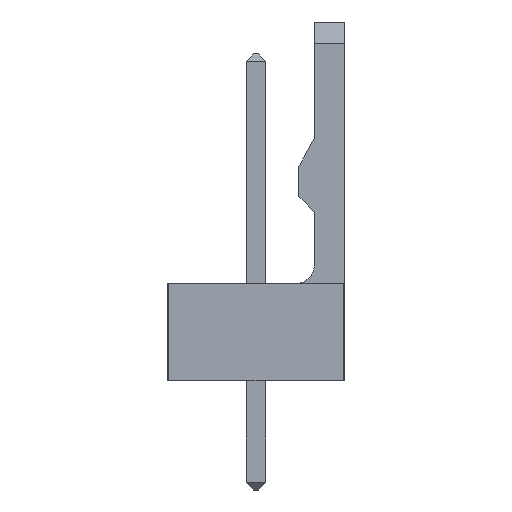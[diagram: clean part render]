
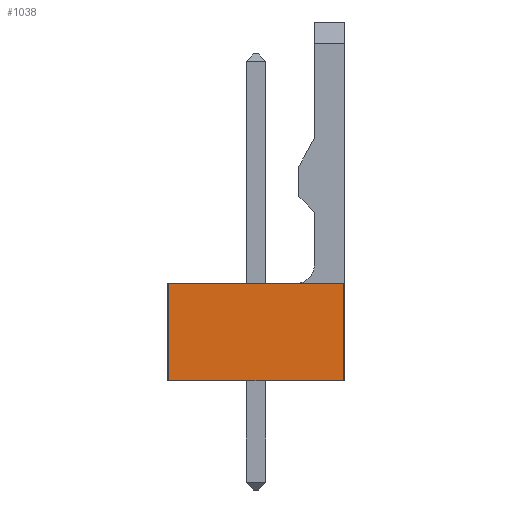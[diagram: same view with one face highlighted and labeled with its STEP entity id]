
A CAD part, left-side view. The second image highlights one B-rep face of the part: STEP entity #1038.
In plain terms, the highlighted planar face has unit normal (-1, 0, 0).
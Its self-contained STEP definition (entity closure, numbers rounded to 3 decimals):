
#43 = VERTEX_POINT('',#44);
#44 = CARTESIAN_POINT('',(-1.27,-2.85,0.));
#51 = EDGE_CURVE('',#52,#43,#54,.T.);
#52 = VERTEX_POINT('',#53);
#53 = CARTESIAN_POINT('',(-1.27,2.85,0.));
#54 = LINE('',#55,#56);
#55 = CARTESIAN_POINT('',(-1.27,2.9,0.));
#56 = VECTOR('',#57,1.);
#57 = DIRECTION('',(0.,-1.,0.));
#1018 = EDGE_CURVE('',#52,#1019,#1021,.T.);
#1019 = VERTEX_POINT('',#1020);
#1020 = CARTESIAN_POINT('',(-1.27,2.85,3.17));
#1021 = LINE('',#1022,#1023);
#1022 = CARTESIAN_POINT('',(-1.27,2.85,0.));
#1023 = VECTOR('',#1024,1.);
#1024 = DIRECTION('',(0.,0.,1.));
#1038 = ADVANCED_FACE('',(#1039),#1057,.F.);
#1039 = FACE_BOUND('',#1040,.F.);
#1040 = EDGE_LOOP('',(#1041,#1042,#1043,#1051));
#1041 = ORIENTED_EDGE('',*,*,#51,.F.);
#1042 = ORIENTED_EDGE('',*,*,#1018,.T.);
#1043 = ORIENTED_EDGE('',*,*,#1044,.T.);
#1044 = EDGE_CURVE('',#1019,#1045,#1047,.T.);
#1045 = VERTEX_POINT('',#1046);
#1046 = CARTESIAN_POINT('',(-1.27,-2.85,3.17));
#1047 = LINE('',#1048,#1049);
#1048 = CARTESIAN_POINT('',(-1.27,2.9,3.17));
#1049 = VECTOR('',#1050,1.);
#1050 = DIRECTION('',(0.,-1.,0.));
#1051 = ORIENTED_EDGE('',*,*,#1052,.F.);
#1052 = EDGE_CURVE('',#43,#1045,#1053,.T.);
#1053 = LINE('',#1054,#1055);
#1054 = CARTESIAN_POINT('',(-1.27,-2.85,0.));
#1055 = VECTOR('',#1056,1.);
#1056 = DIRECTION('',(0.,0.,1.));
#1057 = PLANE('',#1058);
#1058 = AXIS2_PLACEMENT_3D('',#1059,#1060,#1061);
#1059 = CARTESIAN_POINT('',(-1.27,2.9,0.));
#1060 = DIRECTION('',(1.,0.,0.));
#1061 = DIRECTION('',(0.,-1.,0.));
